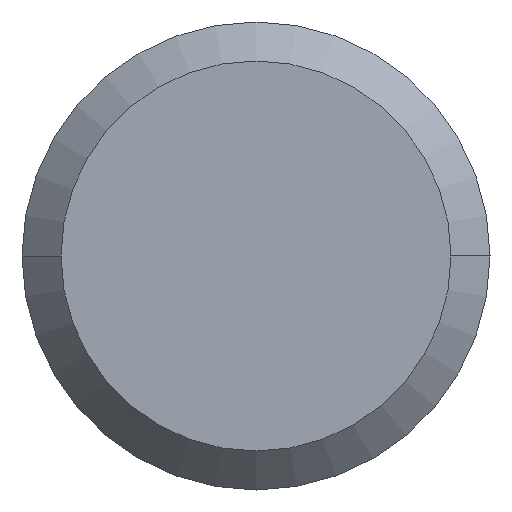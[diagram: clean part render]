
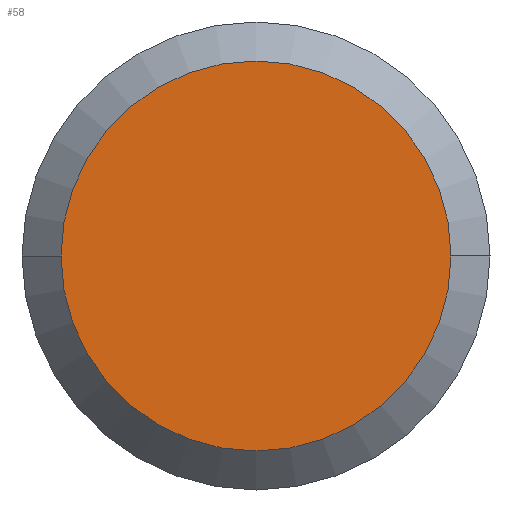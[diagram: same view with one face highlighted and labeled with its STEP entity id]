
A CAD part, left-side view. The second image highlights one B-rep face of the part: STEP entity #58.
In plain terms, the highlighted planar face has unit normal (-1, 0, 0).
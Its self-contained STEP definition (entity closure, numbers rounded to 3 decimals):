
#26 = EDGE_CURVE ( 'NONE', #238, #65, #199, .T. ) ;
#58 = ADVANCED_FACE ( 'NONE', ( #102 ), #150, .T. ) ;
#64 = CARTESIAN_POINT ( 'NONE',  ( 0., 0., 0. ) ) ;
#65 = VERTEX_POINT ( 'NONE', #100 ) ;
#71 = EDGE_LOOP ( 'NONE', ( #115, #261 ) ) ;
#77 = DIRECTION ( 'NONE',  ( 0., -1., 0. ) ) ;
#81 = DIRECTION ( 'NONE',  ( 0., -1., 0. ) ) ;
#100 = CARTESIAN_POINT ( 'NONE',  ( 0., 5., 0. ) ) ;
#102 = FACE_OUTER_BOUND ( 'NONE', #71, .T. ) ;
#110 = DIRECTION ( 'NONE',  ( 0., -1., 0. ) ) ;
#115 = ORIENTED_EDGE ( 'NONE', *, *, #158, .T. ) ;
#128 = CARTESIAN_POINT ( 'NONE',  ( 0., 0., 0. ) ) ;
#150 = PLANE ( 'NONE',  #284 ) ;
#154 = CARTESIAN_POINT ( 'NONE',  ( 0., 0., 0. ) ) ;
#156 = AXIS2_PLACEMENT_3D ( 'NONE', #154, #232, #77 ) ;
#158 = EDGE_CURVE ( 'NONE', #65, #238, #227, .T. ) ;
#159 = CARTESIAN_POINT ( 'NONE',  ( 0., -5., 0. ) ) ;
#199 = CIRCLE ( 'NONE', #156, 5. ) ;
#227 = CIRCLE ( 'NONE', #302, 5. ) ;
#232 = DIRECTION ( 'NONE',  ( -1., 0., 0. ) ) ;
#238 = VERTEX_POINT ( 'NONE', #159 ) ;
#261 = ORIENTED_EDGE ( 'NONE', *, *, #26, .T. ) ;
#278 = DIRECTION ( 'NONE',  ( -1., 0., 0. ) ) ;
#284 = AXIS2_PLACEMENT_3D ( 'NONE', #128, #298, #81 ) ;
#298 = DIRECTION ( 'NONE',  ( -1., 0., 0. ) ) ;
#302 = AXIS2_PLACEMENT_3D ( 'NONE', #64, #278, #110 ) ;
